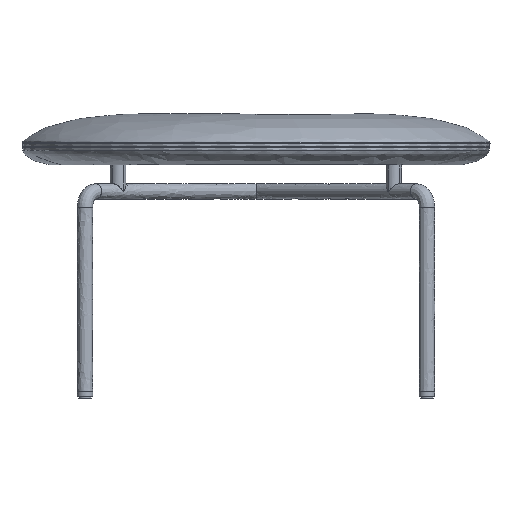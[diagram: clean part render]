
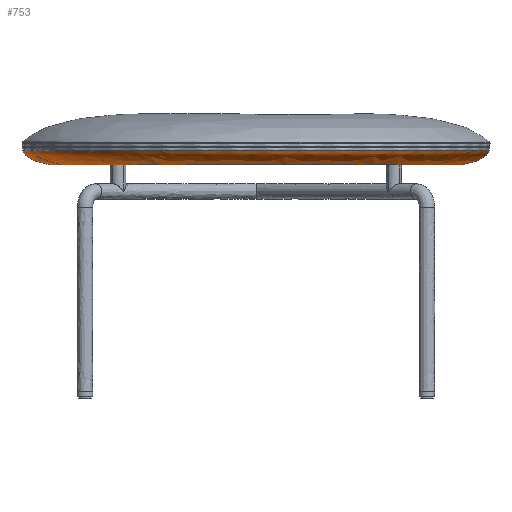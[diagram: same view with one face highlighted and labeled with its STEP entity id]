
A CAD part, front view. The second image highlights one B-rep face of the part: STEP entity #753.
In plain terms, the highlighted free-form (B-spline) face has degree [2, 2] with [7, 9] control points.
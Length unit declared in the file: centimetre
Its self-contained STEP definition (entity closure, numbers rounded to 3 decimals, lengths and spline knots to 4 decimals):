
#753=ADVANCED_FACE('',(#822),#1976,.T.);
#822=FACE_OUTER_BOUND('',#886,.T.);
#886=EDGE_LOOP('',(#1047,#1048,#1049,#1050));
#1047=ORIENTED_EDGE('',*,*,#1333,.T.);
#1048=ORIENTED_EDGE('',*,*,#1334,.T.);
#1049=ORIENTED_EDGE('',*,*,#1333,.F.);
#1050=ORIENTED_EDGE('',*,*,#1335,.T.);
#1333=EDGE_CURVE('',#1847,#1848,#1666,.T.);
#1334=EDGE_CURVE('',#1848,#1848,#1667,.T.);
#1335=EDGE_CURVE('',#1847,#1847,#1668,.T.);
#1666=(
BOUNDED_CURVE()
B_SPLINE_CURVE(2,(#3280,#3281,#3282,#3283,#3284,#3285,#3286),
 .UNSPECIFIED.,.F.,.F.)
B_SPLINE_CURVE_WITH_KNOTS((3,2,2,3),(32.,46.5044,61.071,
62.5107),.UNSPECIFIED.)
CURVE()
GEOMETRIC_REPRESENTATION_ITEM()
RATIONAL_B_SPLINE_CURVE((1.,0.982,1.,0.96,1.,0.984,
1.))
REPRESENTATION_ITEM('')
);
#1667=(
BOUNDED_CURVE()
B_SPLINE_CURVE(2,(#3287,#3288,#3289,#3290,#3291,#3292,#3293,#3294,#3295),
 .UNSPECIFIED.,.T.,.F.)
B_SPLINE_CURVE_WITH_KNOTS((3,2,2,2,3),(0.,471.1791,942.3581,
1413.5372,1884.7163),.UNSPECIFIED.)
CURVE()
GEOMETRIC_REPRESENTATION_ITEM()
RATIONAL_B_SPLINE_CURVE((1.,0.707,1.,0.707,1.,0.707,
1.,0.707,1.))
REPRESENTATION_ITEM('')
);
#1668=(
BOUNDED_CURVE()
B_SPLINE_CURVE(2,(#3296,#3297,#3298,#3299,#3300,#3301,#3302,#3303,#3304),
 .UNSPECIFIED.,.T.,.F.)
B_SPLINE_CURVE_WITH_KNOTS((3,2,2,2,3),(-1884.7163,-1413.5372,
-942.3581,-471.1791,0.),.UNSPECIFIED.)
CURVE()
GEOMETRIC_REPRESENTATION_ITEM()
RATIONAL_B_SPLINE_CURVE((1.,0.707,1.,0.707,1.,0.707,
1.,0.707,1.))
REPRESENTATION_ITEM('')
);
#1847=VERTEX_POINT('',#3278);
#1848=VERTEX_POINT('',#3279);
#1976=(
BOUNDED_SURFACE()
B_SPLINE_SURFACE(2,2,((#3215,#3216,#3217,#3218,#3219,#3220,#3221,#3222,
#3223),(#3224,#3225,#3226,#3227,#3228,#3229,#3230,#3231,#3232),(#3233,#3234,
#3235,#3236,#3237,#3238,#3239,#3240,#3241),(#3242,#3243,#3244,#3245,#3246,
#3247,#3248,#3249,#3250),(#3251,#3252,#3253,#3254,#3255,#3256,#3257,#3258,
#3259),(#3260,#3261,#3262,#3263,#3264,#3265,#3266,#3267,#3268),(#3269,#3270,
#3271,#3272,#3273,#3274,#3275,#3276,#3277)),.UNSPECIFIED.,.F.,.F.,.F.)
B_SPLINE_SURFACE_WITH_KNOTS((3,2,2,3),(3,2,2,2,3),(32.,46.5044,
61.071,62.5107),(0.,471.1791,942.3581,
1413.5372,1884.7163),.UNSPECIFIED.)
GEOMETRIC_REPRESENTATION_ITEM()
RATIONAL_B_SPLINE_SURFACE(((1.,0.707,1.,0.707,1.,
0.707,1.,0.707,1.),(0.982,0.694,
0.982,0.694,0.982,0.694,
0.982,0.694,0.982),(1.,0.707,
1.,0.707,1.,0.707,1.,0.707,1.),(0.96,
0.679,0.96,0.679,0.96,
0.679,0.96,0.679,0.96),
(1.,0.707,1.,0.707,1.,0.707,1.,0.707,
1.),(0.984,0.696,0.984,0.696,
0.984,0.696,0.984,0.696,
0.984),(1.,0.707,1.,0.707,1.,0.707,
1.,0.707,1.)))
REPRESENTATION_ITEM('')
SURFACE()
);
#3215=CARTESIAN_POINT('',(-18.6622,11.2767,-1.9101));
#3216=CARTESIAN_POINT('',(-37.3244,29.9389,-1.9101));
#3217=CARTESIAN_POINT('',(-18.6622,48.6011,-1.9101));
#3218=CARTESIAN_POINT('',(0.,67.2633,-1.9101));
#3219=CARTESIAN_POINT('',(18.6622,48.6011,-1.9101));
#3220=CARTESIAN_POINT('',(37.3244,29.9389,-1.9101));
#3221=CARTESIAN_POINT('',(18.6622,11.2767,-1.9101));
#3222=CARTESIAN_POINT('',(0.,-7.3854,-1.9101));
#3223=CARTESIAN_POINT('',(-18.6622,11.2767,-1.9101));
#3224=CARTESIAN_POINT('',(-19.4293,10.5097,-1.7859));
#3225=CARTESIAN_POINT('',(-38.8585,29.9389,-1.7859));
#3226=CARTESIAN_POINT('',(-19.4293,49.3682,-1.7859));
#3227=CARTESIAN_POINT('',(0.,68.7974,-1.7859));
#3228=CARTESIAN_POINT('',(19.4293,49.3682,-1.7859));
#3229=CARTESIAN_POINT('',(38.8585,29.9389,-1.7859));
#3230=CARTESIAN_POINT('',(19.4293,10.5097,-1.7859));
#3231=CARTESIAN_POINT('',(0.,-8.9196,-1.7859));
#3232=CARTESIAN_POINT('',(-19.4293,10.5097,-1.7859));
#3233=CARTESIAN_POINT('',(-20.0952,9.8437,-1.3774));
#3234=CARTESIAN_POINT('',(-40.1905,29.9389,-1.3774));
#3235=CARTESIAN_POINT('',(-20.0952,50.0341,-1.3774));
#3236=CARTESIAN_POINT('',(0.,70.1294,-1.3774));
#3237=CARTESIAN_POINT('',(20.0952,50.0341,-1.3774));
#3238=CARTESIAN_POINT('',(40.1905,29.9389,-1.3774));
#3239=CARTESIAN_POINT('',(20.0952,9.8437,-1.3774));
#3240=CARTESIAN_POINT('',(0.,-10.2515,-1.3774));
#3241=CARTESIAN_POINT('',(-20.0952,9.8437,-1.3774));
#3242=CARTESIAN_POINT('',(-20.7744,9.1646,-0.9608));
#3243=CARTESIAN_POINT('',(-41.5487,29.9389,-0.9608));
#3244=CARTESIAN_POINT('',(-20.7744,50.7133,-0.9608));
#3245=CARTESIAN_POINT('',(0.,71.4876,-0.9608));
#3246=CARTESIAN_POINT('',(20.7744,50.7133,-0.9608));
#3247=CARTESIAN_POINT('',(41.5487,29.9389,-0.9608));
#3248=CARTESIAN_POINT('',(20.7744,9.1646,-0.9608));
#3249=CARTESIAN_POINT('',(0.,-11.6098,-0.9608));
#3250=CARTESIAN_POINT('',(-20.7744,9.1646,-0.9608));
#3251=CARTESIAN_POINT('',(-21.126,8.8129,-0.2353));
#3252=CARTESIAN_POINT('',(-42.252,29.9389,-0.2353));
#3253=CARTESIAN_POINT('',(-21.126,51.0649,-0.2353));
#3254=CARTESIAN_POINT('',(0.,72.191,-0.2353));
#3255=CARTESIAN_POINT('',(21.126,51.0649,-0.2353));
#3256=CARTESIAN_POINT('',(42.252,29.9389,-0.2353));
#3257=CARTESIAN_POINT('',(21.126,8.8129,-0.2353));
#3258=CARTESIAN_POINT('',(0.,-12.3131,-0.2353));
#3259=CARTESIAN_POINT('',(-21.126,8.8129,-0.2353));
#3260=CARTESIAN_POINT('',(-21.1602,8.7787,-0.1648));
#3261=CARTESIAN_POINT('',(-42.3204,29.9389,-0.1648));
#3262=CARTESIAN_POINT('',(-21.1602,51.0991,-0.1648));
#3263=CARTESIAN_POINT('',(0.,72.2593,-0.1648));
#3264=CARTESIAN_POINT('',(21.1602,51.0991,-0.1648));
#3265=CARTESIAN_POINT('',(42.3204,29.9389,-0.1648));
#3266=CARTESIAN_POINT('',(21.1602,8.7787,-0.1648));
#3267=CARTESIAN_POINT('',(0.,-12.3815,-0.1648));
#3268=CARTESIAN_POINT('',(-21.1602,8.7787,-0.1648));
#3269=CARTESIAN_POINT('',(-21.1679,8.771,-0.0865));
#3270=CARTESIAN_POINT('',(-42.3358,29.9389,-0.0865));
#3271=CARTESIAN_POINT('',(-21.1679,51.1068,-0.0865));
#3272=CARTESIAN_POINT('',(0.,72.2747,-0.0865));
#3273=CARTESIAN_POINT('',(21.1679,51.1068,-0.0865));
#3274=CARTESIAN_POINT('',(42.3358,29.9389,-0.0865));
#3275=CARTESIAN_POINT('',(21.1679,8.771,-0.0865));
#3276=CARTESIAN_POINT('',(0.,-12.3969,-0.0865));
#3277=CARTESIAN_POINT('',(-21.1679,8.771,-0.0865));
#3278=CARTESIAN_POINT('',(-18.6622,11.2767,-1.9101));
#3279=CARTESIAN_POINT('',(-21.1679,8.771,-0.0865));
#3280=CARTESIAN_POINT('',(-18.6622,11.2767,-1.9101));
#3281=CARTESIAN_POINT('',(-19.4293,10.5097,-1.7859));
#3282=CARTESIAN_POINT('',(-20.0952,9.8437,-1.3774));
#3283=CARTESIAN_POINT('',(-20.7744,9.1646,-0.9608));
#3284=CARTESIAN_POINT('',(-21.126,8.8129,-0.2353));
#3285=CARTESIAN_POINT('',(-21.1602,8.7787,-0.1648));
#3286=CARTESIAN_POINT('',(-21.1679,8.771,-0.0865));
#3287=CARTESIAN_POINT('',(-21.1679,8.771,-0.0865));
#3288=CARTESIAN_POINT('',(-42.3358,29.9389,-0.0865));
#3289=CARTESIAN_POINT('',(-21.1679,51.1068,-0.0865));
#3290=CARTESIAN_POINT('',(0.,72.2747,-0.0865));
#3291=CARTESIAN_POINT('',(21.1679,51.1068,-0.0865));
#3292=CARTESIAN_POINT('',(42.3358,29.9389,-0.0865));
#3293=CARTESIAN_POINT('',(21.1679,8.771,-0.0865));
#3294=CARTESIAN_POINT('',(0.,-12.3969,-0.0865));
#3295=CARTESIAN_POINT('',(-21.1679,8.771,-0.0865));
#3296=CARTESIAN_POINT('',(-18.6622,11.2767,-1.9101));
#3297=CARTESIAN_POINT('',(0.,-7.3854,-1.9101));
#3298=CARTESIAN_POINT('',(18.6622,11.2767,-1.9101));
#3299=CARTESIAN_POINT('',(37.3244,29.9389,-1.9101));
#3300=CARTESIAN_POINT('',(18.6622,48.6011,-1.9101));
#3301=CARTESIAN_POINT('',(0.,67.2633,-1.9101));
#3302=CARTESIAN_POINT('',(-18.6622,48.6011,-1.9101));
#3303=CARTESIAN_POINT('',(-37.3244,29.9389,-1.9101));
#3304=CARTESIAN_POINT('',(-18.6622,11.2767,-1.9101));
